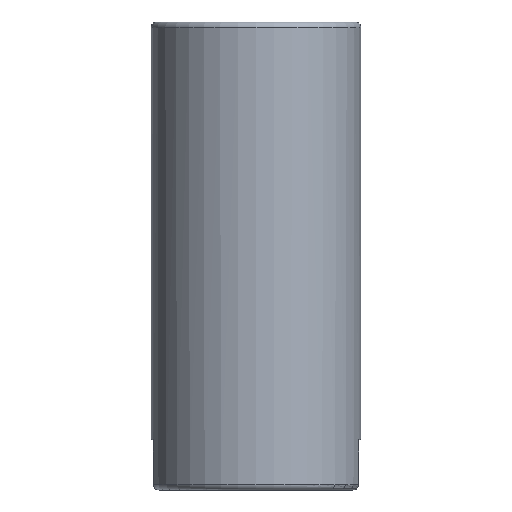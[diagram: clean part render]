
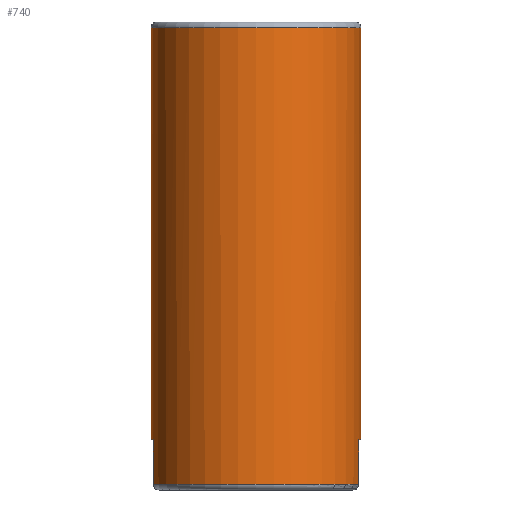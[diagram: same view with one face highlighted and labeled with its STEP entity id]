
A CAD part, front view. The second image highlights one B-rep face of the part: STEP entity #740.
In plain terms, the highlighted cylindrical face has radius 2.388 mm (diameter 4.775 mm), a full revolution.
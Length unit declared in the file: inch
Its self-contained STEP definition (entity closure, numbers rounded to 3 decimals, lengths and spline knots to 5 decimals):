
#673 = EDGE_CURVE ( 'NONE', #1523, #1544, #2915, .T. ) ;
#693 = AXIS2_PLACEMENT_3D ( 'NONE', #1452, #1448, #1449 ) ;
#716 = AXIS2_PLACEMENT_3D ( 'NONE', #2079, #2068, #2067 ) ;
#718 = AXIS2_PLACEMENT_3D ( 'NONE', #2577, #2545, #2544 ) ;
#722 = AXIS2_PLACEMENT_3D ( 'NONE', #2546, #2538, #2537 ) ;
#724 = AXIS2_PLACEMENT_3D ( 'NONE', #2533, #2524, #2523 ) ;
#727 = AXIS2_PLACEMENT_3D ( 'NONE', #2436, #2429, #2428 ) ;
#740 = ADVANCED_FACE ( 'NONE', ( #2930, #2933 ), #2932, .T. ) ;
#802 = CIRCLE ( 'NONE', #716, 0.094 ) ;
#806 = LINE ( 'NONE', #1835, #816 ) ;
#816 = VECTOR ( 'NONE', #1824, 39.37008 ) ;
#823 = LINE ( 'NONE', #2403, #837 ) ;
#824 = CIRCLE ( 'NONE', #718, 0.094 ) ;
#825 = VECTOR ( 'NONE', #2450, 39.37008 ) ;
#827 = CIRCLE ( 'NONE', #722, 0.094 ) ;
#831 = CIRCLE ( 'NONE', #724, 0.094 ) ;
#836 = LINE ( 'NONE', #2451, #825 ) ;
#837 = VECTOR ( 'NONE', #2401, 39.37008 ) ;
#842 = CIRCLE ( 'NONE', #727, 0.094 ) ;
#880 = CARTESIAN_POINT ( 'NONE',  ( 0.094, 0., 0.415 ) ) ;
#881 = VERTEX_POINT ( 'NONE', #880 ) ;
#917 = EDGE_CURVE ( 'NONE', #1527, #1523, #802, .T. ) ;
#930 = EDGE_CURVE ( 'NONE', #1546, #1522, #806, .T. ) ;
#940 = EDGE_CURVE ( 'NONE', #1522, #1543, #824, .T. ) ;
#942 = EDGE_CURVE ( 'NONE', #1544, #1546, #827, .T. ) ;
#945 = EDGE_CURVE ( 'NONE', #881, #881, #831, .T. ) ;
#1448 = DIRECTION ( 'NONE',  ( 0., 0., 1. ) ) ;
#1449 = DIRECTION ( 'NONE',  ( 1., 0., 0. ) ) ;
#1452 = CARTESIAN_POINT ( 'NONE',  ( 0., 0., 0.37381 ) ) ;
#1498 = DIRECTION ( 'NONE',  ( 0., 0., 1. ) ) ;
#1510 = CARTESIAN_POINT ( 'NONE',  ( 0.09206, -0.019, 0.37381 ) ) ;
#1522 = VERTEX_POINT ( 'NONE', #2482 ) ;
#1523 = VERTEX_POINT ( 'NONE', #2481 ) ;
#1525 = VERTEX_POINT ( 'NONE', #2478 ) ;
#1527 = VERTEX_POINT ( 'NONE', #2474 ) ;
#1532 = VERTEX_POINT ( 'NONE', #2469 ) ;
#1543 = VERTEX_POINT ( 'NONE', #2457 ) ;
#1544 = VERTEX_POINT ( 'NONE', #2456 ) ;
#1546 = VERTEX_POINT ( 'NONE', #2454 ) ;
#1548 = EDGE_CURVE ( 'NONE', #1543, #1532, #836, .T. ) ;
#1552 = EDGE_CURVE ( 'NONE', #1532, #1525, #842, .T. ) ;
#1774 = EDGE_CURVE ( 'NONE', #1525, #1527, #823, .T. ) ;
#1824 = DIRECTION ( 'NONE',  ( 0., 0., -1. ) ) ;
#1835 = CARTESIAN_POINT ( 'NONE',  ( 0.09206, 0.019, 0.37381 ) ) ;
#2067 = DIRECTION ( 'NONE',  ( 1., 0., 0. ) ) ;
#2068 = DIRECTION ( 'NONE',  ( 0., 0., 1. ) ) ;
#2079 = CARTESIAN_POINT ( 'NONE',  ( 0., 0., 0.005 ) ) ;
#2401 = DIRECTION ( 'NONE',  ( 0., 0., -1. ) ) ;
#2403 = CARTESIAN_POINT ( 'NONE',  ( -0.09206, -0.019, 0.37381 ) ) ;
#2428 = DIRECTION ( 'NONE',  ( 1., 0., 0. ) ) ;
#2429 = DIRECTION ( 'NONE',  ( 0., 0., 1. ) ) ;
#2436 = CARTESIAN_POINT ( 'NONE',  ( 0., 0., 0.045 ) ) ;
#2450 = DIRECTION ( 'NONE',  ( 0., 0., 1. ) ) ;
#2451 = CARTESIAN_POINT ( 'NONE',  ( -0.09206, 0.019, 0.37381 ) ) ;
#2454 = CARTESIAN_POINT ( 'NONE',  ( 0.09206, 0.019, 0.045 ) ) ;
#2456 = CARTESIAN_POINT ( 'NONE',  ( 0.09206, -0.019, 0.045 ) ) ;
#2457 = CARTESIAN_POINT ( 'NONE',  ( -0.09206, 0.019, 0.005 ) ) ;
#2469 = CARTESIAN_POINT ( 'NONE',  ( -0.09206, 0.019, 0.045 ) ) ;
#2474 = CARTESIAN_POINT ( 'NONE',  ( -0.09206, -0.019, 0.005 ) ) ;
#2478 = CARTESIAN_POINT ( 'NONE',  ( -0.09206, -0.019, 0.045 ) ) ;
#2481 = CARTESIAN_POINT ( 'NONE',  ( 0.09206, -0.019, 0.005 ) ) ;
#2482 = CARTESIAN_POINT ( 'NONE',  ( 0.09206, 0.019, 0.005 ) ) ;
#2523 = DIRECTION ( 'NONE',  ( 1., 0., 0. ) ) ;
#2524 = DIRECTION ( 'NONE',  ( 0., 0., 1. ) ) ;
#2533 = CARTESIAN_POINT ( 'NONE',  ( 0., 0., 0.415 ) ) ;
#2537 = DIRECTION ( 'NONE',  ( 1., 0., 0. ) ) ;
#2538 = DIRECTION ( 'NONE',  ( 0., 0., 1. ) ) ;
#2544 = DIRECTION ( 'NONE',  ( 1., 0., 0. ) ) ;
#2545 = DIRECTION ( 'NONE',  ( 0., 0., 1. ) ) ;
#2546 = CARTESIAN_POINT ( 'NONE',  ( 0., 0., 0.045 ) ) ;
#2577 = CARTESIAN_POINT ( 'NONE',  ( 0., 0., 0.005 ) ) ;
#2825 = ORIENTED_EDGE ( 'NONE', *, *, #945, .F. ) ;
#2826 = ORIENTED_EDGE ( 'NONE', *, *, #1548, .T. ) ;
#2827 = ORIENTED_EDGE ( 'NONE', *, *, #1552, .T. ) ;
#2828 = ORIENTED_EDGE ( 'NONE', *, *, #1774, .T. ) ;
#2829 = ORIENTED_EDGE ( 'NONE', *, *, #917, .T. ) ;
#2830 = ORIENTED_EDGE ( 'NONE', *, *, #673, .T. ) ;
#2831 = ORIENTED_EDGE ( 'NONE', *, *, #942, .T. ) ;
#2832 = ORIENTED_EDGE ( 'NONE', *, *, #930, .T. ) ;
#2833 = ORIENTED_EDGE ( 'NONE', *, *, #940, .T. ) ;
#2846 = EDGE_LOOP ( 'NONE', ( #2826, #2827, #2828, #2829, #2830, #2831, #2832, #2833 ) ) ;
#2852 = EDGE_LOOP ( 'NONE', ( #2825 ) ) ;
#2915 = LINE ( 'NONE', #1510, #2916 ) ;
#2916 = VECTOR ( 'NONE', #1498, 39.37008 ) ;
#2930 = FACE_OUTER_BOUND ( 'NONE', #2852, .T. ) ;
#2932 = CYLINDRICAL_SURFACE ( 'NONE', #693, 0.094 ) ;
#2933 = FACE_OUTER_BOUND ( 'NONE', #2846, .T. ) ;
